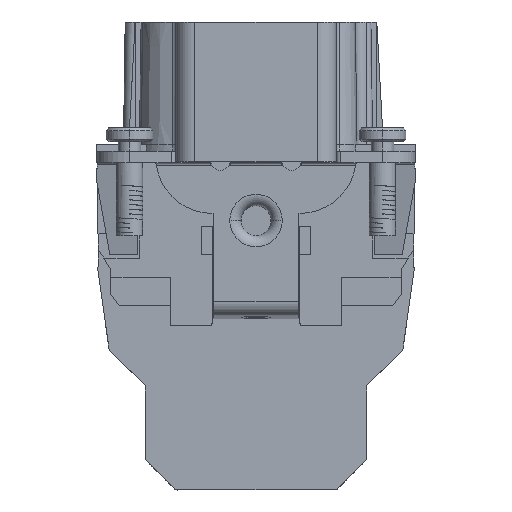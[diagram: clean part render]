
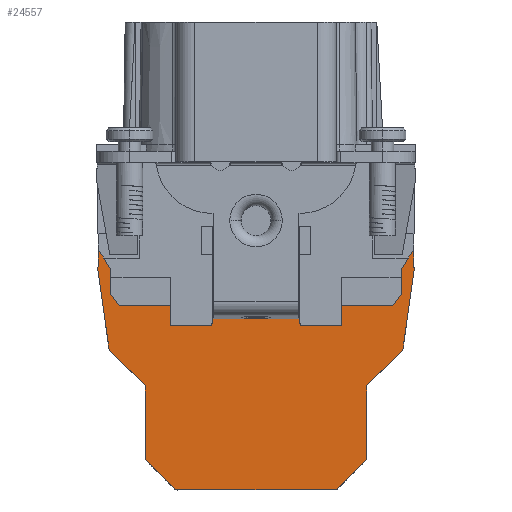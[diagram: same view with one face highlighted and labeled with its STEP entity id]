
A CAD part, front view. The second image highlights one B-rep face of the part: STEP entity #24557.
In plain terms, the highlighted planar face has unit normal (0, -1, 0).
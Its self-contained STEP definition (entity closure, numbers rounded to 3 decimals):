
#344=DIRECTION('',(-0.033,0.,0.999));
#345=VECTOR('',#344,2.205);
#346=CARTESIAN_POINT('',(16.876,42.045,-13.417));
#347=LINE('',#346,#345);
#348=DIRECTION('',(0.14,0.,0.99));
#349=VECTOR('',#348,8.588);
#350=CARTESIAN_POINT('',(15.67,42.045,-21.92));
#351=LINE('',#350,#349);
#352=DIRECTION('',(0.708,0.,0.706));
#353=VECTOR('',#352,5.431);
#354=CARTESIAN_POINT('',(11.825,42.045,-25.755));
#355=LINE('',#354,#353);
#356=DIRECTION('',(0.,0.,1.));
#357=VECTOR('',#356,7.845);
#358=CARTESIAN_POINT('',(11.825,42.045,-33.6));
#359=LINE('',#358,#357);
#360=DIRECTION('',(0.706,0.,0.709));
#361=VECTOR('',#360,4.393);
#362=CARTESIAN_POINT('',(8.726,42.045,-36.713));
#363=LINE('',#362,#361);
#364=CARTESIAN_POINT('',(8.371,42.045,-36.36));
#365=DIRECTION('',(0.,-1.,0.));
#366=DIRECTION('',(0.,0.,-1.));
#367=AXIS2_PLACEMENT_3D('',#364,#365,#366);
#369=DIRECTION('',(1.,0.,0.));
#370=VECTOR('',#369,16.744);
#371=CARTESIAN_POINT('',(-8.373,42.045,-36.861));
#372=LINE('',#371,#370);
#373=CARTESIAN_POINT('',(-8.373,42.045,-36.361));
#374=DIRECTION('',(0.,-1.,0.));
#375=DIRECTION('',(-0.709,0.,-0.706));
#376=AXIS2_PLACEMENT_3D('',#373,#374,#375);
#378=DIRECTION('',(0.706,0.,-0.709));
#379=VECTOR('',#378,4.394);
#380=CARTESIAN_POINT('',(-11.828,42.045,-33.6));
#381=LINE('',#380,#379);
#382=DIRECTION('',(0.,0.,-1.));
#383=VECTOR('',#382,7.845);
#384=CARTESIAN_POINT('',(-11.828,42.045,-25.755));
#385=LINE('',#384,#383);
#386=DIRECTION('',(0.708,0.,-0.706));
#387=VECTOR('',#386,5.431);
#388=CARTESIAN_POINT('',(-15.673,42.045,-21.92));
#389=LINE('',#388,#387);
#390=DIRECTION('',(0.14,0.,-0.99));
#391=VECTOR('',#390,8.588);
#392=CARTESIAN_POINT('',(-16.879,42.045,-13.417));
#393=LINE('',#392,#391);
#394=DIRECTION('',(-0.033,0.,-0.999));
#395=VECTOR('',#394,2.207);
#396=CARTESIAN_POINT('',(-16.806,42.045,-11.211));
#397=LINE('',#396,#395);
#398=DIRECTION('',(0.53,0.,-0.848));
#399=VECTOR('',#398,2.463);
#400=CARTESIAN_POINT('',(-16.806,42.045,-11.211));
#401=LINE('',#400,#399);
#458=DIRECTION('',(-0.53,0.,-0.848));
#459=VECTOR('',#458,2.461);
#460=CARTESIAN_POINT('',(16.804,42.045,-11.213));
#461=LINE('',#460,#459);
#470=DIRECTION('',(0.,0.,-1.));
#471=VECTOR('',#470,2.7);
#472=CARTESIAN_POINT('',(15.499,42.045,-13.3));
#473=LINE('',#472,#471);
#486=DIRECTION('',(-0.6,0.,-0.8));
#487=VECTOR('',#486,1.5);
#488=CARTESIAN_POINT('',(15.499,42.045,-16.));
#489=LINE('',#488,#487);
#494=DIRECTION('',(-1.,0.,0.));
#495=VECTOR('',#494,2.);
#496=CARTESIAN_POINT('',(14.599,42.045,-17.2));
#497=LINE('',#496,#495);
#502=DIRECTION('',(-1.,0.,0.));
#503=VECTOR('',#502,25.);
#504=CARTESIAN_POINT('',(10.399,42.045,-17.2));
#505=LINE('',#504,#503);
#522=DIRECTION('',(0.,0.,1.));
#523=VECTOR('',#522,8.4);
#524=CARTESIAN_POINT('',(12.599,42.045,-17.2));
#525=LINE('',#524,#523);
#530=CARTESIAN_POINT('',(11.499,42.045,-8.8));
#531=DIRECTION('',(0.,1.,0.));
#532=DIRECTION('',(-1.,0.,0.));
#533=AXIS2_PLACEMENT_3D('',#530,#531,#532);
#543=DIRECTION('',(0.,0.,1.));
#544=VECTOR('',#543,8.4);
#545=CARTESIAN_POINT('',(10.399,42.045,-17.2));
#546=LINE('',#545,#544);
#564=DIRECTION('',(0.6,0.,-0.8));
#565=VECTOR('',#564,1.5);
#566=CARTESIAN_POINT('',(-15.501,42.045,-16.));
#567=LINE('',#566,#565);
#572=DIRECTION('',(0.,0.,-1.));
#573=VECTOR('',#572,2.7);
#574=CARTESIAN_POINT('',(-15.501,42.045,-13.3));
#575=LINE('',#574,#573);
#19864=CARTESIAN_POINT('',(-8.373,42.045,
-36.861));
#19865=CARTESIAN_POINT('',(8.371,42.045,
-36.86));
#19866=VERTEX_POINT('',#19864);
#19867=VERTEX_POINT('',#19865);
#19868=CARTESIAN_POINT('',(8.726,42.045,
-36.713));
#19869=VERTEX_POINT('',#19868);
#19870=CARTESIAN_POINT('',(11.825,42.045,-33.6));
#19871=VERTEX_POINT('',#19870);
#19872=CARTESIAN_POINT('',(11.825,42.045,-25.755));
#19873=VERTEX_POINT('',#19872);
#19874=CARTESIAN_POINT('',(15.67,42.045,-21.92));
#19875=VERTEX_POINT('',#19874);
#19876=CARTESIAN_POINT('',(16.876,42.045,-13.417));
#19877=VERTEX_POINT('',#19876);
#19878=CARTESIAN_POINT('',(-16.879,42.045,-13.417));
#19879=CARTESIAN_POINT('',(-15.673,42.045,-21.92));
#19880=VERTEX_POINT('',#19878);
#19881=VERTEX_POINT('',#19879);
#19882=CARTESIAN_POINT('',(-11.828,42.045,-25.755));
#19883=VERTEX_POINT('',#19882);
#19884=CARTESIAN_POINT('',(-11.828,42.045,-33.6));
#19885=VERTEX_POINT('',#19884);
#19886=CARTESIAN_POINT('',(-8.727,42.045,
-36.714));
#19887=VERTEX_POINT('',#19886);
#19896=CARTESIAN_POINT('',(16.804,42.045,
-11.213));
#19898=VERTEX_POINT('',#19896);
#19906=CARTESIAN_POINT('',(-16.806,42.045,
-11.211));
#19907=VERTEX_POINT('',#19906);
#19908=CARTESIAN_POINT('',(-15.501,42.045,-13.3));
#19909=VERTEX_POINT('',#19908);
#19910=CARTESIAN_POINT('',(-15.501,42.045,-16.));
#19911=VERTEX_POINT('',#19910);
#19912=CARTESIAN_POINT('',(14.599,42.045,-17.2));
#19913=CARTESIAN_POINT('',(12.599,42.045,-17.2));
#19914=VERTEX_POINT('',#19912);
#19915=VERTEX_POINT('',#19913);
#19916=CARTESIAN_POINT('',(10.399,42.045,-17.2));
#19917=CARTESIAN_POINT('',(-14.601,42.045,-17.2));
#19918=VERTEX_POINT('',#19916);
#19919=VERTEX_POINT('',#19917);
#19920=CARTESIAN_POINT('',(10.399,42.045,
-8.8));
#19921=VERTEX_POINT('',#19920);
#19922=CARTESIAN_POINT('',(12.599,42.045,-8.8));
#19923=VERTEX_POINT('',#19922);
#19924=CARTESIAN_POINT('',(15.499,42.045,-13.3));
#19925=CARTESIAN_POINT('',(15.499,42.045,-16.));
#19926=VERTEX_POINT('',#19924);
#19927=VERTEX_POINT('',#19925);
#24505=CARTESIAN_POINT('',(-17.001,42.045,1.5));
#24506=DIRECTION('',(0.,1.,0.));
#24507=DIRECTION('',(0.,0.,-1.));
#24508=AXIS2_PLACEMENT_3D('',#24505,#24506,#24507);
#24509=PLANE('',#24508);
#24511=ORIENTED_EDGE('',*,*,#24510,.T.);
#24513=ORIENTED_EDGE('',*,*,#24512,.T.);
#24515=ORIENTED_EDGE('',*,*,#24514,.T.);
#24517=ORIENTED_EDGE('',*,*,#24516,.F.);
#24519=ORIENTED_EDGE('',*,*,#24518,.T.);
#24521=ORIENTED_EDGE('',*,*,#24520,.T.);
#24523=ORIENTED_EDGE('',*,*,#24522,.F.);
#24525=ORIENTED_EDGE('',*,*,#24524,.F.);
#24527=ORIENTED_EDGE('',*,*,#24526,.F.);
#24529=ORIENTED_EDGE('',*,*,#24528,.F.);
#24531=ORIENTED_EDGE('',*,*,#24530,.F.);
#24532=ORIENTED_EDGE('',*,*,#24311,.F.);
#24533=ORIENTED_EDGE('',*,*,#24230,.F.);
#24534=ORIENTED_EDGE('',*,*,#24106,.F.);
#24536=ORIENTED_EDGE('',*,*,#24535,.F.);
#24538=ORIENTED_EDGE('',*,*,#24537,.F.);
#24540=ORIENTED_EDGE('',*,*,#24539,.F.);
#24542=ORIENTED_EDGE('',*,*,#24541,.F.);
#24544=ORIENTED_EDGE('',*,*,#24543,.F.);
#24546=ORIENTED_EDGE('',*,*,#24545,.F.);
#24548=ORIENTED_EDGE('',*,*,#24547,.F.);
#24550=ORIENTED_EDGE('',*,*,#24549,.F.);
#24552=ORIENTED_EDGE('',*,*,#24551,.F.);
#24554=ORIENTED_EDGE('',*,*,#24553,.F.);
#24555=EDGE_LOOP('',(#24511,#24513,#24515,#24517,#24519,#24521,#24523,#24525,
#24527,#24529,#24531,#24532,#24533,#24534,#24536,#24538,#24540,#24542,#24544,
#24546,#24548,#24550,#24552,#24554));
#24556=FACE_OUTER_BOUND('',#24555,.F.);
#24557=ADVANCED_FACE('',(#24556),#24509,.F.);
#368=CIRCLE('',#367,0.5);
#377=CIRCLE('',#376,0.5);
#534=CIRCLE('',#533,1.1);
#24106=EDGE_CURVE('',#19873,#19875,#355,.T.);
#24230=EDGE_CURVE('',#19875,#19877,#351,.T.);
#24311=EDGE_CURVE('',#19877,#19898,#347,.T.);
#24510=EDGE_CURVE('',#19907,#19909,#401,.T.);
#24512=EDGE_CURVE('',#19909,#19911,#575,.T.);
#24514=EDGE_CURVE('',#19911,#19919,#567,.T.);
#24516=EDGE_CURVE('',#19918,#19919,#505,.T.);
#24518=EDGE_CURVE('',#19918,#19921,#546,.T.);
#24520=EDGE_CURVE('',#19921,#19923,#534,.T.);
#24522=EDGE_CURVE('',#19915,#19923,#525,.T.);
#24524=EDGE_CURVE('',#19914,#19915,#497,.T.);
#24526=EDGE_CURVE('',#19927,#19914,#489,.T.);
#24528=EDGE_CURVE('',#19926,#19927,#473,.T.);
#24530=EDGE_CURVE('',#19898,#19926,#461,.T.);
#24535=EDGE_CURVE('',#19871,#19873,#359,.T.);
#24537=EDGE_CURVE('',#19869,#19871,#363,.T.);
#24539=EDGE_CURVE('',#19867,#19869,#368,.T.);
#24541=EDGE_CURVE('',#19866,#19867,#372,.T.);
#24543=EDGE_CURVE('',#19887,#19866,#377,.T.);
#24545=EDGE_CURVE('',#19885,#19887,#381,.T.);
#24547=EDGE_CURVE('',#19883,#19885,#385,.T.);
#24549=EDGE_CURVE('',#19881,#19883,#389,.T.);
#24551=EDGE_CURVE('',#19880,#19881,#393,.T.);
#24553=EDGE_CURVE('',#19907,#19880,#397,.T.);
